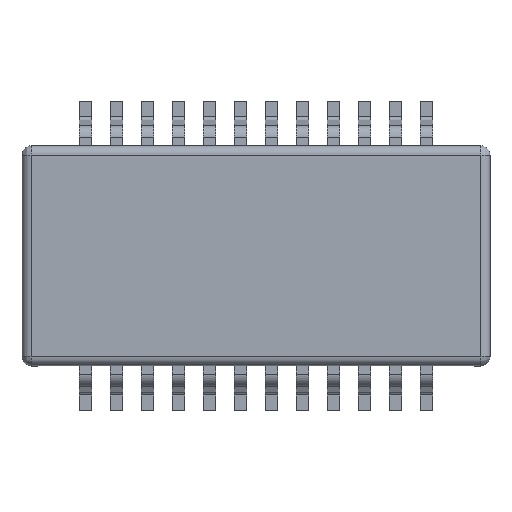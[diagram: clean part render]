
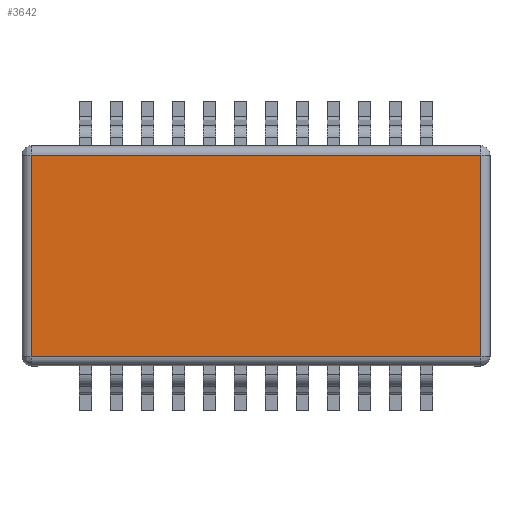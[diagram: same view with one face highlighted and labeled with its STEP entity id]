
A CAD part, top view. The second image highlights one B-rep face of the part: STEP entity #3642.
In plain terms, the highlighted planar face has unit normal (0, 0, 1).
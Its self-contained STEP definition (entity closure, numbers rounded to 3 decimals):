
#52 = CARTESIAN_POINT ( 'NONE',  ( 0., 3.25, 4.5 ) ) ;
#292 = DIRECTION ( 'NONE',  ( -1., 0., 0. ) ) ;
#483 = VECTOR ( 'NONE', #2651, 1000. ) ;
#616 = VERTEX_POINT ( 'NONE', #4510 ) ;
#710 = VECTOR ( 'NONE', #292, 1000. ) ;
#985 = EDGE_CURVE ( 'NONE', #2945, #2386, #8580, .T. ) ;
#1303 = LINE ( 'NONE', #52, #10787 ) ;
#2008 = VECTOR ( 'NONE', #15268, 1000. ) ;
#2076 = EDGE_LOOP ( 'NONE', ( #11727, #13866, #15576, #10833 ) ) ;
#2386 = VERTEX_POINT ( 'NONE', #5692 ) ;
#2651 = DIRECTION ( 'NONE',  ( 0., 1., 0. ) ) ;
#2945 = VERTEX_POINT ( 'NONE', #4678 ) ;
#3442 = PLANE ( 'NONE',  #12088 ) ;
#3597 = EDGE_CURVE ( 'NONE', #616, #2386, #5207, .T. ) ;
#3642 = ADVANCED_FACE ( 'NONE', ( #11893 ), #3442, .T. ) ;
#3648 = VERTEX_POINT ( 'NONE', #14172 ) ;
#3712 = EDGE_CURVE ( 'NONE', #2945, #3648, #13376, .T. ) ;
#4510 = CARTESIAN_POINT ( 'NONE',  ( -7.25, 3.25, 4.5 ) ) ;
#4678 = CARTESIAN_POINT ( 'NONE',  ( 7.25, -3.25, 4.5 ) ) ;
#5207 = LINE ( 'NONE', #11375, #2008 ) ;
#5683 = EDGE_CURVE ( 'NONE', #616, #3648, #1303, .T. ) ;
#5692 = CARTESIAN_POINT ( 'NONE',  ( -7.25, -3.25, 4.5 ) ) ;
#5981 = DIRECTION ( 'NONE',  ( 0., 0., 1. ) ) ;
#6135 = CARTESIAN_POINT ( 'NONE',  ( 7.25, 0., 4.5 ) ) ;
#8580 = LINE ( 'NONE', #12441, #710 ) ;
#10787 = VECTOR ( 'NONE', #10928, 1000. ) ;
#10833 = ORIENTED_EDGE ( 'NONE', *, *, #985, .F. ) ;
#10928 = DIRECTION ( 'NONE',  ( 1., 0., 0. ) ) ;
#11375 = CARTESIAN_POINT ( 'NONE',  ( -7.25, 0., 4.5 ) ) ;
#11727 = ORIENTED_EDGE ( 'NONE', *, *, #3712, .T. ) ;
#11893 = FACE_OUTER_BOUND ( 'NONE', #2076, .T. ) ;
#12088 = AXIS2_PLACEMENT_3D ( 'NONE', #15353, #5981, #12995 ) ;
#12441 = CARTESIAN_POINT ( 'NONE',  ( 0., -3.25, 4.5 ) ) ;
#12995 = DIRECTION ( 'NONE',  ( 1., 0., 0. ) ) ;
#13376 = LINE ( 'NONE', #6135, #483 ) ;
#13866 = ORIENTED_EDGE ( 'NONE', *, *, #5683, .F. ) ;
#14172 = CARTESIAN_POINT ( 'NONE',  ( 7.25, 3.25, 4.5 ) ) ;
#15268 = DIRECTION ( 'NONE',  ( 0., -1., 0. ) ) ;
#15353 = CARTESIAN_POINT ( 'NONE',  ( 0., 0., 4.5 ) ) ;
#15576 = ORIENTED_EDGE ( 'NONE', *, *, #3597, .T. ) ;
